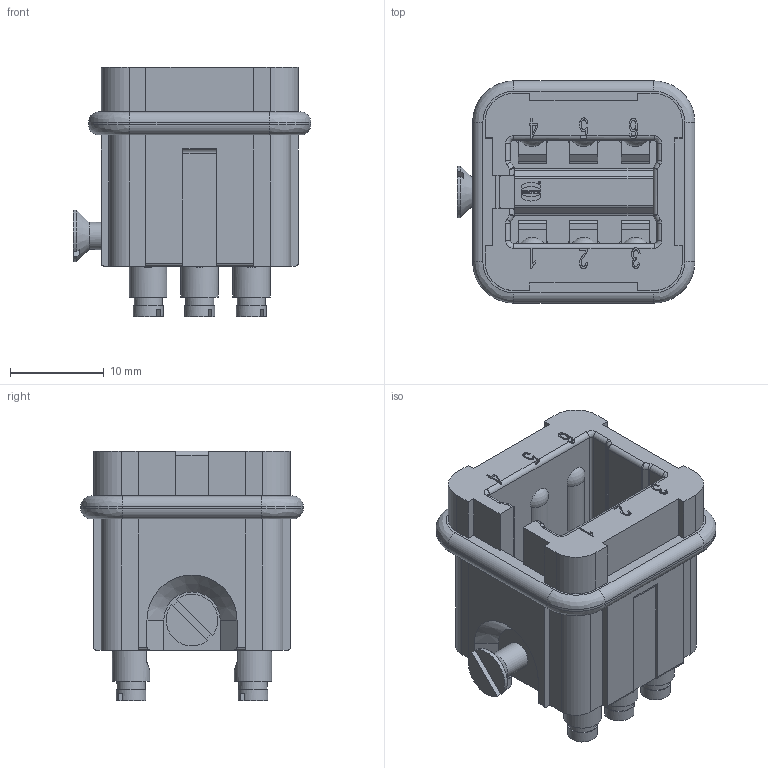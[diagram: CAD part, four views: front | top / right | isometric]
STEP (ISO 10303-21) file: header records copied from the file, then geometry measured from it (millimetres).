
FILE_DESCRIPTION(/* description */ (''),/* implementation_level */ '2;1');
FILE_NAME(/* name */ '100121980ugm000_c.stp',/* time_stamp */ '2021-07-20T06:25:14+02:00',/* author */ (''),/* organization */ (''),/* preprocessor_version */ 'ST-DEVELOPER v16.7',/* originating_system */ 'SIEMENS PLM Software NX 1911',/* authorisation */ '');
FILE_SCHEMA (('AUTOMOTIVE_DESIGN { 1 0 10303 214 3 1 1 1 }'));
Length unit declared in the file: millimetre
Products named in the file (1): 100121980ugm000_c
Bounding box: 25.35 x 23.7 x 26.61 mm (x, y, z)
Volume: 6331.9 mm3; surface area: 4489.6 mm2
Topology: 1 solids, 1 shells, 617 faces, 1794 edges, 1270 vertices
Faces by surface type: plane 370, cylinder 168, bspline 32, extrusion 17, cone 14, sphere 12, torus 4
Full cylindrical faces by diameter (mm): 0.228 x1, 0.269 x1, 2.4 x6, 2.9 x1, 3 x6, 3.19 x6, 4 x6
Entity records: 26085 total; most frequent: CARTESIAN_POINT 6598, ORIENTED_EDGE 3248, DIRECTION 3019, EDGE_CURVE 1624, VECTOR 1095, LINE 1078, VERTEX_POINT 1068, AXIS2_PLACEMENT_3D 962
